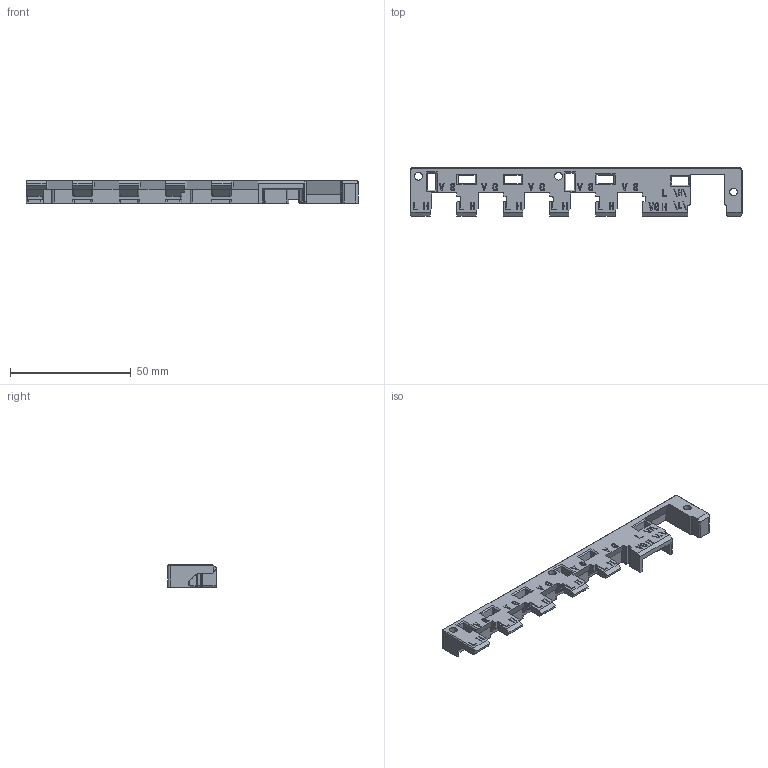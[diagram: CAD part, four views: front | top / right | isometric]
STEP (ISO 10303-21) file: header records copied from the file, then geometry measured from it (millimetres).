
FILE_DESCRIPTION (( 'STEP AP214' ), '1' );
FILE_NAME ('樓嘐奻裔漪盄唗.STEP', '2024-02-01T08:13:51', ( 'Windows User' ), ( 'P R C' ), 'SwSTEP 2.0', 'SolidWorks 2023', '' );
FILE_SCHEMA (( 'AUTOMOTIVE_DESIGN' ));
Length unit declared in the file: millimetre
Products named in the file (1): 加固上盖含线序
Bounding box: 137.5 x 20 x 9.15 mm (x, y, z)
Volume: 11482.7 mm3; surface area: 8754.6 mm2
Topology: 1 solids, 1 shells, 696 faces, 1901 edges, 1226 vertices
Faces by surface type: plane 510, cylinder 100, bspline 66, torus 15, sphere 3, cone 2
Entity records: 24829 total; most frequent: CARTESIAN_POINT 7725, ORIENTED_EDGE 3778, DIRECTION 3155, EDGE_CURVE 1889, LINE 1535, VECTOR 1535, VERTEX_POINT 1226, AXIS2_PLACEMENT_3D 810
